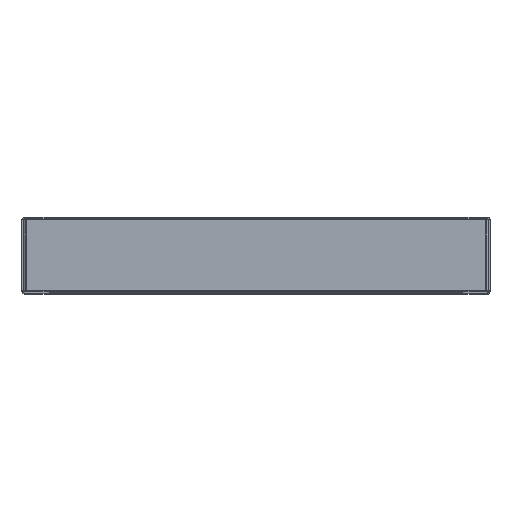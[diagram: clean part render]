
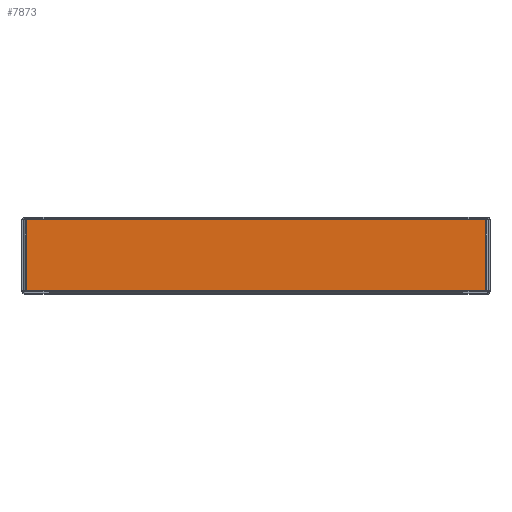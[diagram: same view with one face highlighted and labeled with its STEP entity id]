
A CAD part, top view. The second image highlights one B-rep face of the part: STEP entity #7873.
In plain terms, the highlighted face is planar.
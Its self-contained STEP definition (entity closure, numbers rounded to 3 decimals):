
#6629=DIRECTION('',(0.,0.,1.));
#6630=VECTOR('',#6629,382.);
#6631=CARTESIAN_POINT('',(-25.,-32.5,-191.));
#6632=LINE('',#6631,#6630);
#6701=DIRECTION('',(0.,0.866,-0.5));
#6702=VECTOR('',#6701,0.693);
#6703=CARTESIAN_POINT('',(-25.,-33.1,191.346));
#6704=LINE('',#6703,#6702);
#6705=DIRECTION('',(0.,-0.866,-0.5));
#6706=VECTOR('',#6705,0.693);
#6707=CARTESIAN_POINT('',(-25.,-32.5,-191.));
#6708=LINE('',#6707,#6706);
#6709=DIRECTION('',(0.,-0.866,0.5));
#6710=VECTOR('',#6709,0.693);
#6711=CARTESIAN_POINT('',(-25.,33.1,-191.346));
#6712=LINE('',#6711,#6710);
#6713=DIRECTION('',(0.,0.866,0.5));
#6714=VECTOR('',#6713,0.693);
#6715=CARTESIAN_POINT('',(-25.,32.5,191.));
#6716=LINE('',#6715,#6714);
#6721=DIRECTION('',(0.,0.,1.));
#6722=VECTOR('',#6721,20.654);
#6723=CARTESIAN_POINT('',(-25.,-33.1,-212.));
#6724=LINE('',#6723,#6722);
#6869=DIRECTION('',(0.,0.,-1.));
#6870=VECTOR('',#6869,20.654);
#6871=CARTESIAN_POINT('',(-25.,33.1,-191.346));
#6872=LINE('',#6871,#6870);
#6891=DIRECTION('',(0.,0.,-1.));
#6892=VECTOR('',#6891,382.);
#6893=CARTESIAN_POINT('',(-25.,32.5,191.));
#6894=LINE('',#6893,#6892);
#7045=DIRECTION('',(0.,0.,-1.));
#7046=VECTOR('',#7045,20.654);
#7047=CARTESIAN_POINT('',(-25.,33.1,212.));
#7048=LINE('',#7047,#7046);
#7193=DIRECTION('',(0.,0.,1.));
#7194=VECTOR('',#7193,20.654);
#7195=CARTESIAN_POINT('',(-25.,-33.1,191.346));
#7196=LINE('',#7195,#7194);
#7210=DIRECTION('',(0.,1.,0.));
#7211=VECTOR('',#7210,66.2);
#7212=CARTESIAN_POINT('',(-25.,-33.1,212.));
#7213=LINE('',#7212,#7211);
#7239=DIRECTION('',(0.,-1.,0.));
#7240=VECTOR('',#7239,66.2);
#7241=CARTESIAN_POINT('',(-25.,33.1,-212.));
#7242=LINE('',#7241,#7240);
#7425=CARTESIAN_POINT('',(-25.,-32.5,191.));
#7426=VERTEX_POINT('',#7425);
#7431=CARTESIAN_POINT('',(-25.,-32.5,-191.));
#7432=VERTEX_POINT('',#7431);
#7457=CARTESIAN_POINT('',(-25.,-33.1,191.346));
#7458=VERTEX_POINT('',#7457);
#7459=CARTESIAN_POINT('',(-25.,-33.1,-191.346));
#7460=VERTEX_POINT('',#7459);
#7461=CARTESIAN_POINT('',(-25.,-33.1,-212.));
#7462=VERTEX_POINT('',#7461);
#7463=CARTESIAN_POINT('',(-25.,33.1,-212.));
#7464=VERTEX_POINT('',#7463);
#7465=CARTESIAN_POINT('',(-25.,33.1,-191.346));
#7466=VERTEX_POINT('',#7465);
#7467=CARTESIAN_POINT('',(-25.,32.5,-191.));
#7468=VERTEX_POINT('',#7467);
#7469=CARTESIAN_POINT('',(-25.,32.5,191.));
#7470=VERTEX_POINT('',#7469);
#7471=CARTESIAN_POINT('',(-25.,33.1,191.346));
#7472=VERTEX_POINT('',#7471);
#7473=CARTESIAN_POINT('',(-25.,33.1,212.));
#7474=VERTEX_POINT('',#7473);
#7475=CARTESIAN_POINT('',(-25.,-33.1,212.));
#7476=VERTEX_POINT('',#7475);
#7844=CARTESIAN_POINT('',(-25.,35.,-212.));
#7845=DIRECTION('',(-1.,0.,0.));
#7846=DIRECTION('',(0.,-1.,0.));
#7847=AXIS2_PLACEMENT_3D('',#7844,#7845,#7846);
#7848=PLANE('',#7847);
#7849=ORIENTED_EDGE('',*,*,#7835,.T.);
#7850=ORIENTED_EDGE('',*,*,#7750,.F.);
#7852=ORIENTED_EDGE('',*,*,#7851,.T.);
#7854=ORIENTED_EDGE('',*,*,#7853,.F.);
#7856=ORIENTED_EDGE('',*,*,#7855,.F.);
#7858=ORIENTED_EDGE('',*,*,#7857,.F.);
#7860=ORIENTED_EDGE('',*,*,#7859,.T.);
#7862=ORIENTED_EDGE('',*,*,#7861,.F.);
#7864=ORIENTED_EDGE('',*,*,#7863,.T.);
#7866=ORIENTED_EDGE('',*,*,#7865,.F.);
#7868=ORIENTED_EDGE('',*,*,#7867,.F.);
#7870=ORIENTED_EDGE('',*,*,#7869,.F.);
#7871=EDGE_LOOP('',(#7849,#7850,#7852,#7854,#7856,#7858,#7860,#7862,#7864,#7866,
#7868,#7870));
#7872=FACE_OUTER_BOUND('',#7871,.F.);
#7873=ADVANCED_FACE('',(#7872),#7848,.T.);
#7750=EDGE_CURVE('',#7432,#7426,#6632,.T.);
#7835=EDGE_CURVE('',#7458,#7426,#6704,.T.);
#7851=EDGE_CURVE('',#7432,#7460,#6708,.T.);
#7853=EDGE_CURVE('',#7462,#7460,#6724,.T.);
#7855=EDGE_CURVE('',#7464,#7462,#7242,.T.);
#7857=EDGE_CURVE('',#7466,#7464,#6872,.T.);
#7859=EDGE_CURVE('',#7466,#7468,#6712,.T.);
#7861=EDGE_CURVE('',#7470,#7468,#6894,.T.);
#7863=EDGE_CURVE('',#7470,#7472,#6716,.T.);
#7865=EDGE_CURVE('',#7474,#7472,#7048,.T.);
#7867=EDGE_CURVE('',#7476,#7474,#7213,.T.);
#7869=EDGE_CURVE('',#7458,#7476,#7196,.T.);
